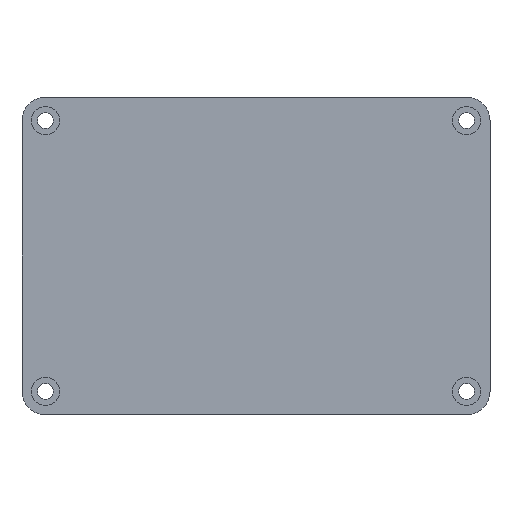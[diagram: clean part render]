
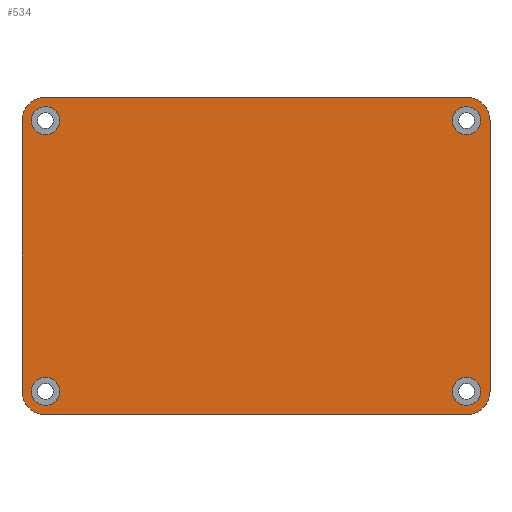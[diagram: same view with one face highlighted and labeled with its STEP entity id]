
A CAD part, front view. The second image highlights one B-rep face of the part: STEP entity #534.
In plain terms, the highlighted planar face has unit normal (0, -1, 0).
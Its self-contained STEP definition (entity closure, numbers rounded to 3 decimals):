
#19=FACE_BOUND('',#101,.T.);
#20=FACE_BOUND('',#102,.T.);
#21=FACE_BOUND('',#103,.T.);
#22=FACE_BOUND('',#104,.T.);
#40=PLANE('',#598);
#66=FACE_OUTER_BOUND('',#100,.T.);
#100=EDGE_LOOP('',(#465,#466,#467,#468,#469,#470,#471,#472));
#101=EDGE_LOOP('',(#473));
#102=EDGE_LOOP('',(#474));
#103=EDGE_LOOP('',(#475));
#104=EDGE_LOOP('',(#476));
#121=LINE('',#784,#169);
#135=LINE('',#828,#183);
#138=LINE('',#836,#186);
#140=LINE('',#842,#188);
#169=VECTOR('',#625,10.);
#183=VECTOR('',#661,10.);
#186=VECTOR('',#670,10.);
#188=VECTOR('',#678,10.);
#214=CIRCLE('',#559,5.);
#222=CIRCLE('',#570,5.);
#223=CIRCLE('',#573,5.);
#224=CIRCLE('',#576,5.);
#226=CIRCLE('',#586,3.);
#228=CIRCLE('',#589,3.);
#230=CIRCLE('',#592,3.);
#232=CIRCLE('',#595,3.);
#239=VERTEX_POINT('',#774);
#240=VERTEX_POINT('',#776);
#242=VERTEX_POINT('',#782);
#260=VERTEX_POINT('',#822);
#261=VERTEX_POINT('',#826);
#262=VERTEX_POINT('',#830);
#263=VERTEX_POINT('',#834);
#264=VERTEX_POINT('',#838);
#274=VERTEX_POINT('',#875);
#276=VERTEX_POINT('',#881);
#278=VERTEX_POINT('',#887);
#280=VERTEX_POINT('',#893);
#287=EDGE_CURVE('',#239,#240,#214,.T.);
#291=EDGE_CURVE('',#239,#242,#121,.T.);
#311=EDGE_CURVE('',#260,#242,#222,.T.);
#313=EDGE_CURVE('',#260,#261,#135,.T.);
#315=EDGE_CURVE('',#262,#261,#223,.T.);
#317=EDGE_CURVE('',#262,#263,#138,.T.);
#319=EDGE_CURVE('',#264,#263,#224,.T.);
#320=EDGE_CURVE('',#264,#240,#140,.T.);
#338=EDGE_CURVE('',#274,#274,#226,.T.);
#341=EDGE_CURVE('',#276,#276,#228,.T.);
#344=EDGE_CURVE('',#278,#278,#230,.T.);
#347=EDGE_CURVE('',#280,#280,#232,.T.);
#465=ORIENTED_EDGE('',*,*,#287,.F.);
#466=ORIENTED_EDGE('',*,*,#291,.T.);
#467=ORIENTED_EDGE('',*,*,#311,.F.);
#468=ORIENTED_EDGE('',*,*,#313,.T.);
#469=ORIENTED_EDGE('',*,*,#315,.F.);
#470=ORIENTED_EDGE('',*,*,#317,.T.);
#471=ORIENTED_EDGE('',*,*,#319,.F.);
#472=ORIENTED_EDGE('',*,*,#320,.T.);
#473=ORIENTED_EDGE('',*,*,#344,.F.);
#474=ORIENTED_EDGE('',*,*,#338,.F.);
#475=ORIENTED_EDGE('',*,*,#347,.F.);
#476=ORIENTED_EDGE('',*,*,#341,.F.);
#534=ADVANCED_FACE('',(#66,#19,#20,#21,#22),#40,.F.);
#559=AXIS2_PLACEMENT_3D('',#777,#618,#619);
#570=AXIS2_PLACEMENT_3D('',#824,#656,#657);
#573=AXIS2_PLACEMENT_3D('',#832,#665,#666);
#576=AXIS2_PLACEMENT_3D('',#840,#674,#675);
#586=AXIS2_PLACEMENT_3D('',#877,#711,#712);
#589=AXIS2_PLACEMENT_3D('',#883,#718,#719);
#592=AXIS2_PLACEMENT_3D('',#889,#725,#726);
#595=AXIS2_PLACEMENT_3D('',#895,#732,#733);
#598=AXIS2_PLACEMENT_3D('',#899,#739,#740);
#618=DIRECTION('center_axis',(0.,1.,0.));
#619=DIRECTION('ref_axis',(0.707,0.,0.707));
#625=DIRECTION('',(-1.,0.,0.));
#656=DIRECTION('center_axis',(0.,1.,0.));
#657=DIRECTION('ref_axis',(-0.707,0.,0.707));
#661=DIRECTION('',(0.,0.,-1.));
#665=DIRECTION('center_axis',(0.,1.,0.));
#666=DIRECTION('ref_axis',(-0.707,0.,-0.707));
#670=DIRECTION('',(1.,0.,0.));
#674=DIRECTION('center_axis',(0.,1.,0.));
#675=DIRECTION('ref_axis',(0.707,0.,-0.707));
#678=DIRECTION('',(0.,0.,1.));
#711=DIRECTION('center_axis',(0.,-1.,0.));
#712=DIRECTION('ref_axis',(1.,0.,0.));
#718=DIRECTION('center_axis',(0.,-1.,0.));
#719=DIRECTION('ref_axis',(1.,0.,0.));
#725=DIRECTION('center_axis',(0.,-1.,0.));
#726=DIRECTION('ref_axis',(1.,0.,0.));
#732=DIRECTION('center_axis',(0.,-1.,0.));
#733=DIRECTION('ref_axis',(1.,0.,0.));
#739=DIRECTION('center_axis',(0.,1.,0.));
#740=DIRECTION('ref_axis',(1.,0.,0.));
#774=CARTESIAN_POINT('',(48.501,0.,34.5));
#776=CARTESIAN_POINT('',(53.501,0.,29.5));
#777=CARTESIAN_POINT('Origin',(48.501,0.,29.5));
#782=CARTESIAN_POINT('',(-41.105,0.,34.5));
#784=CARTESIAN_POINT('',(53.501,0.,34.5));
#822=CARTESIAN_POINT('',(-46.105,0.,29.5));
#824=CARTESIAN_POINT('Origin',(-41.105,0.,29.5));
#826=CARTESIAN_POINT('',(-46.105,0.,-28.125));
#828=CARTESIAN_POINT('',(-46.105,0.,34.5));
#830=CARTESIAN_POINT('',(-41.105,0.,-33.125));
#832=CARTESIAN_POINT('Origin',(-41.105,0.,-28.125));
#834=CARTESIAN_POINT('',(48.501,0.,-33.125));
#836=CARTESIAN_POINT('',(-46.105,0.,-33.125));
#838=CARTESIAN_POINT('',(53.501,0.,-28.125));
#840=CARTESIAN_POINT('Origin',(48.501,0.,-28.125));
#842=CARTESIAN_POINT('',(53.501,0.,-33.125));
#875=CARTESIAN_POINT('',(45.501,0.,-28.125));
#877=CARTESIAN_POINT('Origin',(48.501,0.,-28.125));
#881=CARTESIAN_POINT('',(45.501,0.,29.5));
#883=CARTESIAN_POINT('Origin',(48.501,0.,29.5));
#887=CARTESIAN_POINT('',(-44.105,0.,29.5));
#889=CARTESIAN_POINT('Origin',(-41.105,0.,29.5));
#893=CARTESIAN_POINT('',(-44.105,0.,-28.125));
#895=CARTESIAN_POINT('Origin',(-41.105,0.,-28.125));
#899=CARTESIAN_POINT('Origin',(3.698,0.,0.688));
